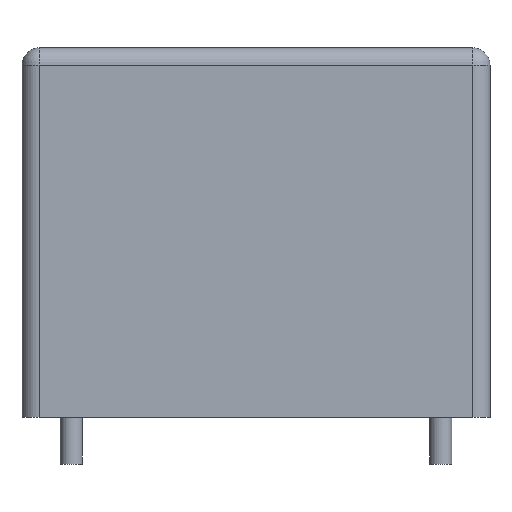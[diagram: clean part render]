
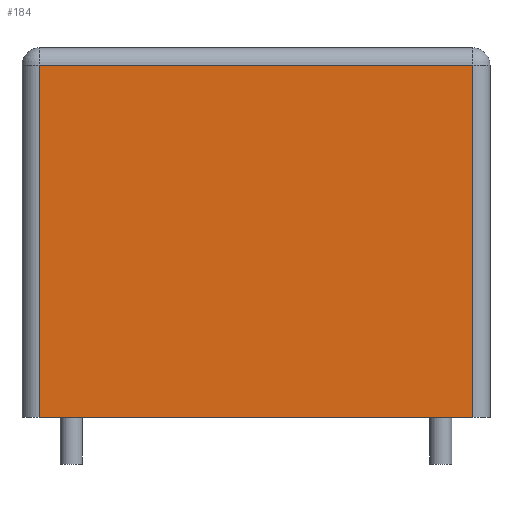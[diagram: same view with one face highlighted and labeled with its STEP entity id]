
A CAD part, front view. The second image highlights one B-rep face of the part: STEP entity #184.
In plain terms, the highlighted planar face has unit normal (0, -1, 0).
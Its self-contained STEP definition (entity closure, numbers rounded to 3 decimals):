
#12=DIRECTION('',(0.,0.,1.));
#26=VECTOR('',#12,1.);
#32=CARTESIAN_POINT('',(-2.,-3.5,0.));
#34=DIRECTION('',(0.,1.,0.));
#45=DIRECTION('',(1.,0.,0.));
#51=VERTEX_POINT('',#52);
#52=CARTESIAN_POINT('',(-1.3,-3.5,0.));
#58=ORIENTED_EDGE('',*,*,#59,.T.);
#59=EDGE_CURVE('',#51,#60,#62,.T.);
#60=VERTEX_POINT('',#61);
#61=CARTESIAN_POINT('',(-1.3,-3.5,14.3));
#62=LINE('',#52,#26);
#103=EDGE_CURVE('',#51,#104,#106,.T.);
#104=VERTEX_POINT('',#105);
#105=CARTESIAN_POINT('',(16.3,-3.5,0.));
#106=LINE('',#32,#107);
#107=VECTOR('',#45,1.);
#184=ADVANCED_FACE('',(#185),#198,.F.);
#185=FACE_BOUND('',#186,.F.);
#186=EDGE_LOOP('',(#58,#187,#194,#197));
#187=ORIENTED_EDGE('',*,*,#188,.F.);
#188=EDGE_CURVE('',#189,#60,#191,.T.);
#189=VERTEX_POINT('',#190);
#190=CARTESIAN_POINT('',(16.3,-3.5,14.3));
#191=LINE('',#190,#192);
#192=VECTOR('',#193,1.);
#193=DIRECTION('',(-1.,-0.,-0.));
#194=ORIENTED_EDGE('',*,*,#195,.F.);
#195=EDGE_CURVE('',#104,#189,#196,.T.);
#196=LINE('',#105,#26);
#197=ORIENTED_EDGE('',*,*,#103,.F.);
#198=PLANE('',#199);
#199=AXIS2_PLACEMENT_3D('',#32,#34,#12);
